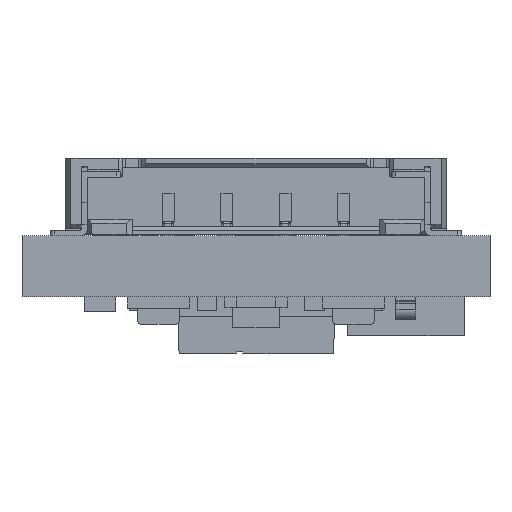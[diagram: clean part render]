
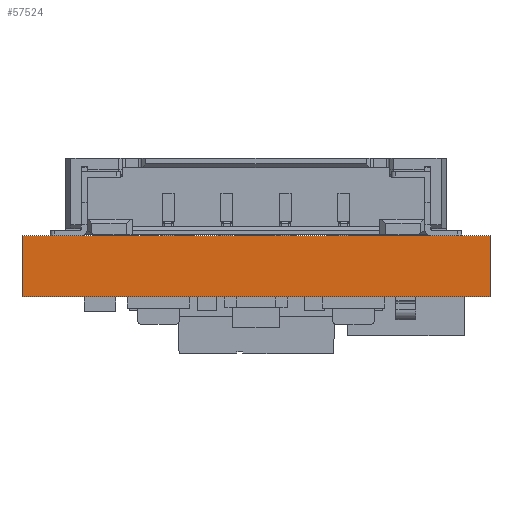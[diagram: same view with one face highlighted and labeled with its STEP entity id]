
A CAD part, front view. The second image highlights one B-rep face of the part: STEP entity #57524.
In plain terms, the highlighted planar face has unit normal (0, -1, 0).
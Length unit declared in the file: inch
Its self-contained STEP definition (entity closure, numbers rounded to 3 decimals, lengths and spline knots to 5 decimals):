
#2418 = CARTESIAN_POINT ( 'NONE',  ( 0.46779, 0.00148, 0.00289 ) ) ;
#3120 = DIRECTION ( 'NONE',  ( 0., 0., 1. ) ) ;
#3492 = VERTEX_POINT ( 'NONE', #4570 ) ;
#4441 = VECTOR ( 'NONE', #39474, 39.37008 ) ;
#4570 = CARTESIAN_POINT ( 'NONE',  ( 0.46779, 0.00148, 0.0647 ) ) ;
#7053 = DIRECTION ( 'NONE',  ( 0., -1., 0. ) ) ;
#7643 = CARTESIAN_POINT ( 'NONE',  ( -0.00465, 0.00148, 0.00289 ) ) ;
#7767 = CARTESIAN_POINT ( 'NONE',  ( 0.46779, 0.00148, 0.00289 ) ) ;
#10275 = CARTESIAN_POINT ( 'NONE',  ( -0.00465, 0.00148, 0.0647 ) ) ;
#11132 = VERTEX_POINT ( 'NONE', #59052 ) ;
#12661 = LINE ( 'NONE', #23663, #28875 ) ;
#13552 = LINE ( 'NONE', #7643, #66196 ) ;
#13794 = FACE_OUTER_BOUND ( 'NONE', #43770, .T. ) ;
#14771 = VECTOR ( 'NONE', #66268, 39.37008 ) ;
#15057 = AXIS2_PLACEMENT_3D ( 'NONE', #20648, #7053, #17752 ) ;
#15208 = VERTEX_POINT ( 'NONE', #10275 ) ;
#17752 = DIRECTION ( 'NONE',  ( 0., 0., -1. ) ) ;
#20648 = CARTESIAN_POINT ( 'NONE',  ( -0.00465, 0.00148, 0.00289 ) ) ;
#23663 = CARTESIAN_POINT ( 'NONE',  ( 0.46779, 0.00148, 0.0647 ) ) ;
#28875 = VECTOR ( 'NONE', #50779, 39.37008 ) ;
#30356 = EDGE_CURVE ( 'NONE', #11132, #15208, #13552, .T. ) ;
#32532 = EDGE_CURVE ( 'NONE', #51715, #3492, #55096, .T. ) ;
#39474 = DIRECTION ( 'NONE',  ( 0., 0., 1. ) ) ;
#41177 = PLANE ( 'NONE',  #15057 ) ;
#43770 = EDGE_LOOP ( 'NONE', ( #64241, #56431, #60155, #50197 ) ) ;
#49880 = CARTESIAN_POINT ( 'NONE',  ( 0.46779, 0.00148, 0.00289 ) ) ;
#50197 = ORIENTED_EDGE ( 'NONE', *, *, #30356, .F. ) ;
#50779 = DIRECTION ( 'NONE',  ( 1., 0., 0. ) ) ;
#51715 = VERTEX_POINT ( 'NONE', #7767 ) ;
#55096 = LINE ( 'NONE', #49880, #4441 ) ;
#56389 = EDGE_CURVE ( 'NONE', #51715, #11132, #66937, .T. ) ;
#56431 = ORIENTED_EDGE ( 'NONE', *, *, #32532, .T. ) ;
#57524 = ADVANCED_FACE ( 'NONE', ( #13794 ), #41177, .T. ) ;
#59052 = CARTESIAN_POINT ( 'NONE',  ( -0.00465, 0.00148, 0.00289 ) ) ;
#60155 = ORIENTED_EDGE ( 'NONE', *, *, #65319, .F. ) ;
#64241 = ORIENTED_EDGE ( 'NONE', *, *, #56389, .F. ) ;
#65319 = EDGE_CURVE ( 'NONE', #15208, #3492, #12661, .T. ) ;
#66196 = VECTOR ( 'NONE', #3120, 39.37008 ) ;
#66268 = DIRECTION ( 'NONE',  ( -1., 0., 0. ) ) ;
#66937 = LINE ( 'NONE', #2418, #14771 ) ;
